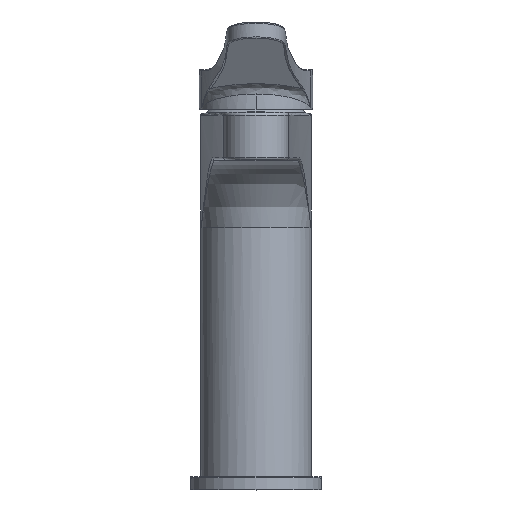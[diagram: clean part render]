
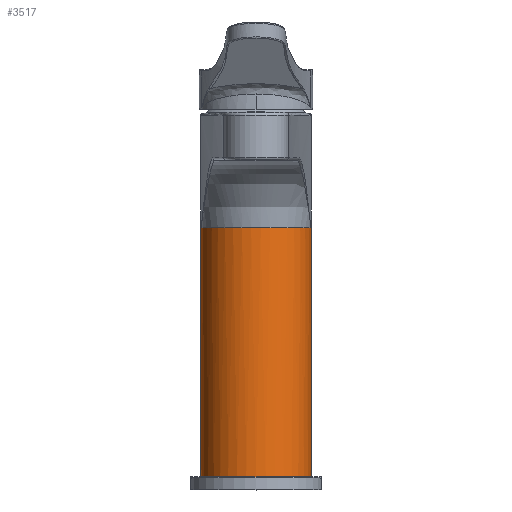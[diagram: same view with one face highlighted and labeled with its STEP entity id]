
A CAD part, top view. The second image highlights one B-rep face of the part: STEP entity #3517.
In plain terms, the highlighted cylindrical face has radius 21 mm (diameter 42 mm), a partial arc.
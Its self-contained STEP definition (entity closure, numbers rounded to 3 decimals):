
#15=CARTESIAN_POINT('',(0.,137.2,0.));
#16=DIRECTION('',(0.,-1.,0.));
#17=DIRECTION('',(-0.987,0.,0.158));
#18=AXIS2_PLACEMENT_3D('',#15,#16,#17);
#20=CARTESIAN_POINT('',(-20.826,137.,2.696));
#21=CARTESIAN_POINT('',(-20.813,137.034,2.8));
#22=CARTESIAN_POINT('',(-20.784,137.1,3.008));
#23=CARTESIAN_POINT('',(-20.753,137.167,3.214));
#24=CARTESIAN_POINT('',(-20.736,137.2,3.317));
#26=CARTESIAN_POINT('',(0.,94.5,0.));
#27=DIRECTION('',(0.,1.,0.));
#28=DIRECTION('',(-0.992,0.,0.128));
#29=AXIS2_PLACEMENT_3D('',#26,#27,#28);
#31=CARTESIAN_POINT('',(0.,137.,0.));
#32=DIRECTION('',(0.,-1.,0.));
#33=DIRECTION('',(1.,0.,0.));
#34=AXIS2_PLACEMENT_3D('',#31,#32,#33);
#36=DIRECTION('',(0.,1.,0.));
#37=VECTOR('',#36,137.);
#38=CARTESIAN_POINT('',(21.,0.,0.));
#39=LINE('',#38,#37);
#40=CARTESIAN_POINT('',(0.,0.,0.));
#41=DIRECTION('',(0.,-1.,0.));
#42=DIRECTION('',(1.,0.,0.));
#43=AXIS2_PLACEMENT_3D('',#40,#41,#42);
#45=DIRECTION('',(0.,1.,0.));
#46=VECTOR('',#45,137.);
#47=CARTESIAN_POINT('',(-21.,0.,0.));
#48=LINE('',#47,#46);
#49=DIRECTION('',(0.,1.,0.));
#50=VECTOR('',#49,0.2);
#51=CARTESIAN_POINT('',(0.,137.,-21.));
#52=LINE('',#51,#50);
#2680=CARTESIAN_POINT('',(-20.826,94.5,2.696));
#2682=DIRECTION('',(0.,1.,0.));
#2683=VECTOR('',#2682,42.5);
#2684=CARTESIAN_POINT('',(-20.826,94.5,2.696));
#2685=LINE('',#2684,#2683);
#2695=CARTESIAN_POINT('',(-20.826,137.,2.696));
#2802=CARTESIAN_POINT('',(0.,137.,0.));
#2803=DIRECTION('',(0.,-1.,0.));
#2804=DIRECTION('',(-1.,0.,0.));
#2805=AXIS2_PLACEMENT_3D('',#2802,#2803,#2804);
#2823=DIRECTION('',(0.,-1.,0.));
#2824=VECTOR('',#2823,42.5);
#2825=CARTESIAN_POINT('',(20.826,137.,2.696));
#2826=LINE('',#2825,#2824);
#2962=CARTESIAN_POINT('',(21.,0.,0.));
#2963=CARTESIAN_POINT('',(-21.,0.,0.));
#2964=VERTEX_POINT('',#2962);
#2965=VERTEX_POINT('',#2963);
#3054=CARTESIAN_POINT('',(-21.,137.,0.));
#3055=CARTESIAN_POINT('',(0.,137.,-21.));
#3056=VERTEX_POINT('',#3054);
#3057=VERTEX_POINT('',#3055);
#3160=VERTEX_POINT('',#2680);
#3178=CARTESIAN_POINT('',(20.826,94.5,2.696));
#3179=VERTEX_POINT('',#3178);
#3257=CARTESIAN_POINT('',(21.,137.,0.));
#3258=VERTEX_POINT('',#3257);
#3259=VERTEX_POINT('',#2695);
#3261=CARTESIAN_POINT('',(20.826,137.,2.696));
#3262=VERTEX_POINT('',#3261);
#3377=CARTESIAN_POINT('',(0.,137.2,-21.));
#3379=VERTEX_POINT('',#3377);
#3381=CARTESIAN_POINT('',(-20.736,137.2,3.317));
#3382=VERTEX_POINT('',#3381);
#3489=CARTESIAN_POINT('',(0.,-6.9,0.));
#3490=DIRECTION('',(0.,1.,0.));
#3491=DIRECTION('',(1.,0.,0.));
#3492=AXIS2_PLACEMENT_3D('',#3489,#3490,#3491);
#3493=CYLINDRICAL_SURFACE('',#3492,21.);
#3495=ORIENTED_EDGE('',*,*,#3494,.F.);
#3497=ORIENTED_EDGE('',*,*,#3496,.F.);
#3499=ORIENTED_EDGE('',*,*,#3498,.F.);
#3501=ORIENTED_EDGE('',*,*,#3500,.T.);
#3503=ORIENTED_EDGE('',*,*,#3502,.F.);
#3505=ORIENTED_EDGE('',*,*,#3504,.F.);
#3507=ORIENTED_EDGE('',*,*,#3506,.F.);
#3508=ORIENTED_EDGE('',*,*,#3476,.T.);
#3510=ORIENTED_EDGE('',*,*,#3509,.T.);
#3512=ORIENTED_EDGE('',*,*,#3511,.T.);
#3514=ORIENTED_EDGE('',*,*,#3513,.T.);
#3515=EDGE_LOOP('',(#3495,#3497,#3499,#3501,#3503,#3505,#3507,#3508,#3510,#3512,
#3514));
#3516=FACE_OUTER_BOUND('',#3515,.F.);
#3517=ADVANCED_FACE('',(#3516),#3493,.T.);
#19=CIRCLE('',#18,21.);
#25=B_SPLINE_CURVE_WITH_KNOTS('',3,(#20,#21,#22,#23,#24),.UNSPECIFIED.,.F.,.F.,(
4,1,4),(0.,0.5,1.),.UNSPECIFIED.);
#30=CIRCLE('',#29,21.);
#35=CIRCLE('',#34,21.);
#44=CIRCLE('',#43,21.);
#2806=CIRCLE('',#2805,21.);
#3476=EDGE_CURVE('',#2964,#2965,#44,.T.);
#3494=EDGE_CURVE('',#3382,#3379,#19,.T.);
#3496=EDGE_CURVE('',#3259,#3382,#25,.T.);
#3498=EDGE_CURVE('',#3160,#3259,#2685,.T.);
#3500=EDGE_CURVE('',#3160,#3179,#30,.T.);
#3502=EDGE_CURVE('',#3262,#3179,#2826,.T.);
#3504=EDGE_CURVE('',#3258,#3262,#35,.T.);
#3506=EDGE_CURVE('',#2964,#3258,#39,.T.);
#3509=EDGE_CURVE('',#2965,#3056,#48,.T.);
#3511=EDGE_CURVE('',#3056,#3057,#2806,.T.);
#3513=EDGE_CURVE('',#3057,#3379,#52,.T.);
